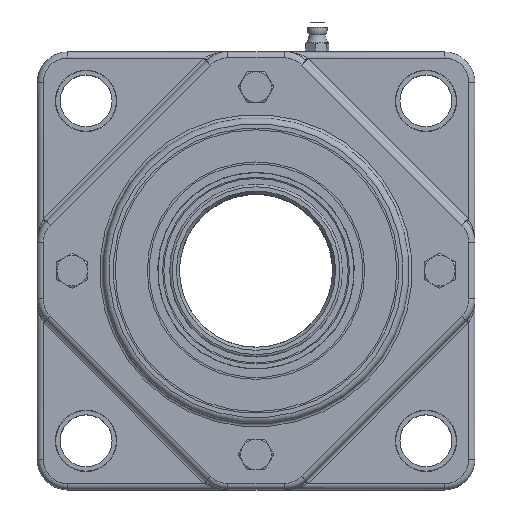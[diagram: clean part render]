
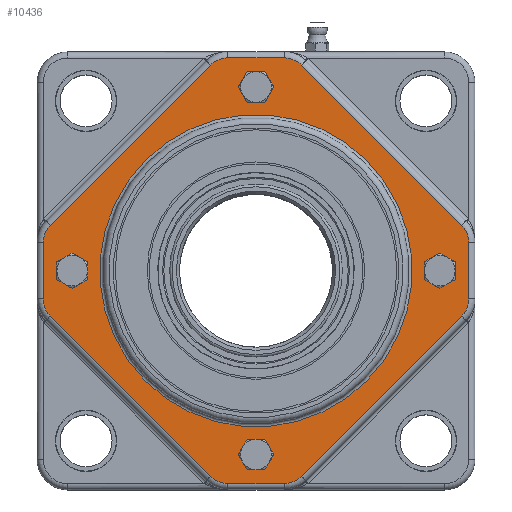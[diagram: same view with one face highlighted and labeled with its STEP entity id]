
A CAD part, top view. The second image highlights one B-rep face of the part: STEP entity #10436.
In plain terms, the highlighted planar face has unit normal (0, 0, 1).
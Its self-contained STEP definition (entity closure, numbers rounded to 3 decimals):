
#480=LINE('',#16368,#1110);
#481=LINE('',#16376,#1111);
#482=LINE('',#16384,#1112);
#483=LINE('',#16392,#1113);
#484=LINE('',#16400,#1114);
#485=LINE('',#16408,#1115);
#486=LINE('',#16416,#1116);
#487=LINE('',#16424,#1117);
#1110=VECTOR('',#12893,10.);
#1111=VECTOR('',#12904,10.);
#1112=VECTOR('',#12915,10.);
#1113=VECTOR('',#12926,10.);
#1114=VECTOR('',#12937,10.);
#1115=VECTOR('',#12948,10.);
#1116=VECTOR('',#12959,10.);
#1117=VECTOR('',#12970,10.);
#1865=FACE_BOUND('',#2707,.T.);
#1866=FACE_BOUND('',#2708,.T.);
#1867=FACE_BOUND('',#2709,.T.);
#1868=FACE_BOUND('',#2710,.T.);
#1869=FACE_BOUND('',#2711,.T.);
#2049=FACE_OUTER_BOUND('',#2706,.T.);
#2706=EDGE_LOOP('',(#6938,#6939,#6940,#6941,#6942,#6943,#6944,#6945,#6946,
#6947,#6948,#6949,#6950,#6951,#6952,#6953));
#2707=EDGE_LOOP('',(#6954));
#2708=EDGE_LOOP('',(#6955));
#2709=EDGE_LOOP('',(#6956));
#2710=EDGE_LOOP('',(#6957));
#2711=EDGE_LOOP('',(#6958));
#3316=CIRCLE('',#11049,4.35);
#3324=CIRCLE('',#11072,4.35);
#3401=CIRCLE('',#11204,8.);
#3404=CIRCLE('',#11209,8.);
#3407=CIRCLE('',#11214,8.);
#3410=CIRCLE('',#11219,8.);
#3413=CIRCLE('',#11224,8.);
#3416=CIRCLE('',#11229,8.);
#3419=CIRCLE('',#11234,8.);
#3421=CIRCLE('',#11238,8.);
#3425=CIRCLE('',#11245,4.35);
#3426=CIRCLE('',#11246,4.35);
#3427=CIRCLE('',#11247,51.);
#4060=VERTEX_POINT('',#15847);
#4080=VERTEX_POINT('',#15939);
#4214=VERTEX_POINT('',#16364);
#4215=VERTEX_POINT('',#16366);
#4216=VERTEX_POINT('',#16370);
#4217=VERTEX_POINT('',#16374);
#4218=VERTEX_POINT('',#16378);
#4219=VERTEX_POINT('',#16382);
#4220=VERTEX_POINT('',#16386);
#4221=VERTEX_POINT('',#16390);
#4222=VERTEX_POINT('',#16394);
#4223=VERTEX_POINT('',#16398);
#4224=VERTEX_POINT('',#16402);
#4225=VERTEX_POINT('',#16406);
#4226=VERTEX_POINT('',#16410);
#4227=VERTEX_POINT('',#16414);
#4228=VERTEX_POINT('',#16418);
#4229=VERTEX_POINT('',#16422);
#4232=VERTEX_POINT('',#16435);
#4233=VERTEX_POINT('',#16437);
#4234=VERTEX_POINT('',#16439);
#5006=EDGE_CURVE('',#4060,#4060,#3316,.T.);
#5039=EDGE_CURVE('',#4080,#4080,#3324,.T.);
#5216=EDGE_CURVE('',#4215,#4214,#480,.T.);
#5218=EDGE_CURVE('',#4216,#4215,#3401,.T.);
#5220=EDGE_CURVE('',#4217,#4216,#481,.T.);
#5222=EDGE_CURVE('',#4218,#4217,#3404,.T.);
#5224=EDGE_CURVE('',#4219,#4218,#482,.T.);
#5226=EDGE_CURVE('',#4220,#4219,#3407,.T.);
#5228=EDGE_CURVE('',#4221,#4220,#483,.T.);
#5230=EDGE_CURVE('',#4222,#4221,#3410,.T.);
#5232=EDGE_CURVE('',#4223,#4222,#484,.T.);
#5234=EDGE_CURVE('',#4224,#4223,#3413,.T.);
#5236=EDGE_CURVE('',#4225,#4224,#485,.T.);
#5238=EDGE_CURVE('',#4226,#4225,#3416,.T.);
#5240=EDGE_CURVE('',#4227,#4226,#486,.T.);
#5242=EDGE_CURVE('',#4228,#4227,#3419,.T.);
#5244=EDGE_CURVE('',#4229,#4228,#487,.T.);
#5245=EDGE_CURVE('',#4214,#4229,#3421,.T.);
#5249=EDGE_CURVE('',#4232,#4232,#3425,.T.);
#5250=EDGE_CURVE('',#4233,#4233,#3426,.T.);
#5251=EDGE_CURVE('',#4234,#4234,#3427,.T.);
#6938=ORIENTED_EDGE('',*,*,#5245,.F.);
#6939=ORIENTED_EDGE('',*,*,#5216,.F.);
#6940=ORIENTED_EDGE('',*,*,#5218,.F.);
#6941=ORIENTED_EDGE('',*,*,#5220,.F.);
#6942=ORIENTED_EDGE('',*,*,#5222,.F.);
#6943=ORIENTED_EDGE('',*,*,#5224,.F.);
#6944=ORIENTED_EDGE('',*,*,#5226,.F.);
#6945=ORIENTED_EDGE('',*,*,#5228,.F.);
#6946=ORIENTED_EDGE('',*,*,#5230,.F.);
#6947=ORIENTED_EDGE('',*,*,#5232,.F.);
#6948=ORIENTED_EDGE('',*,*,#5234,.F.);
#6949=ORIENTED_EDGE('',*,*,#5236,.F.);
#6950=ORIENTED_EDGE('',*,*,#5238,.F.);
#6951=ORIENTED_EDGE('',*,*,#5240,.F.);
#6952=ORIENTED_EDGE('',*,*,#5242,.F.);
#6953=ORIENTED_EDGE('',*,*,#5244,.F.);
#6954=ORIENTED_EDGE('',*,*,#5249,.T.);
#6955=ORIENTED_EDGE('',*,*,#5006,.T.);
#6956=ORIENTED_EDGE('',*,*,#5250,.T.);
#6957=ORIENTED_EDGE('',*,*,#5039,.T.);
#6958=ORIENTED_EDGE('',*,*,#5251,.F.);
#9519=PLANE('',#11244);
#10436=ADVANCED_FACE('',(#2049,#1865,#1866,#1867,#1868,#1869),#9519,.T.);
#11049=AXIS2_PLACEMENT_3D('',#15848,#12483,#12484);
#11072=AXIS2_PLACEMENT_3D('',#15940,#12542,#12543);
#11204=AXIS2_PLACEMENT_3D('',#16372,#12898,#12899);
#11209=AXIS2_PLACEMENT_3D('',#16380,#12909,#12910);
#11214=AXIS2_PLACEMENT_3D('',#16388,#12920,#12921);
#11219=AXIS2_PLACEMENT_3D('',#16396,#12931,#12932);
#11224=AXIS2_PLACEMENT_3D('',#16404,#12942,#12943);
#11229=AXIS2_PLACEMENT_3D('',#16412,#12953,#12954);
#11234=AXIS2_PLACEMENT_3D('',#16420,#12964,#12965);
#11238=AXIS2_PLACEMENT_3D('',#16426,#12973,#12974);
#11244=AXIS2_PLACEMENT_3D('',#16434,#12985,#12986);
#11245=AXIS2_PLACEMENT_3D('',#16436,#12987,#12988);
#11246=AXIS2_PLACEMENT_3D('',#16438,#12989,#12990);
#11247=AXIS2_PLACEMENT_3D('',#16440,#12991,#12992);
#12483=DIRECTION('center_axis',(0.,0.,
-1.));
#12484=DIRECTION('ref_axis',(0.,-1.,0.));
#12542=DIRECTION('center_axis',(0.,0.,
-1.));
#12543=DIRECTION('ref_axis',(0.,1.,0.));
#12893=DIRECTION('',(-0.707,0.707,0.));
#12898=DIRECTION('center_axis',(0.,0.,
-1.));
#12899=DIRECTION('ref_axis',(-0.383,-0.924,0.));
#12904=DIRECTION('',(-1.,0.,0.));
#12909=DIRECTION('center_axis',(0.,0.,
-1.));
#12910=DIRECTION('ref_axis',(0.383,-0.924,0.));
#12915=DIRECTION('',(-0.707,-0.707,0.));
#12920=DIRECTION('center_axis',(0.,0.,
-1.));
#12921=DIRECTION('ref_axis',(0.924,-0.383,0.));
#12926=DIRECTION('',(0.,-1.,0.));
#12931=DIRECTION('center_axis',(0.,0.,
-1.));
#12932=DIRECTION('ref_axis',(0.924,0.383,0.));
#12937=DIRECTION('',(0.707,-0.707,0.));
#12942=DIRECTION('center_axis',(0.,0.,
-1.));
#12943=DIRECTION('ref_axis',(0.383,0.924,0.));
#12948=DIRECTION('',(1.,0.,0.));
#12953=DIRECTION('center_axis',(0.,0.,
-1.));
#12954=DIRECTION('ref_axis',(-0.383,0.924,0.));
#12959=DIRECTION('',(0.707,0.707,0.));
#12964=DIRECTION('center_axis',(0.,0.,
-1.));
#12965=DIRECTION('ref_axis',(-0.924,0.383,0.));
#12970=DIRECTION('',(0.,1.,0.));
#12973=DIRECTION('center_axis',(0.,0.,
-1.));
#12974=DIRECTION('ref_axis',(-0.924,-0.383,0.));
#12985=DIRECTION('center_axis',(0.,0.,
1.));
#12986=DIRECTION('ref_axis',(0.707,-0.707,0.));
#12987=DIRECTION('center_axis',(0.,0.,
-1.));
#12988=DIRECTION('ref_axis',(1.,0.,0.));
#12989=DIRECTION('center_axis',(0.,0.,
-1.));
#12990=DIRECTION('ref_axis',(-1.,0.,0.));
#12991=DIRECTION('center_axis',(0.,0.,
1.));
#12992=DIRECTION('ref_axis',(-0.707,0.707,0.));
#15847=CARTESIAN_POINT('',(-60.,4.35,36.5));
#15848=CARTESIAN_POINT('Origin',(-60.,0.,
36.5));
#15939=CARTESIAN_POINT('',(60.,-4.35,36.5));
#15940=CARTESIAN_POINT('Origin',(60.,0.,36.5));
#16364=CARTESIAN_POINT('',(-67.157,-14.868,36.5));
#16366=CARTESIAN_POINT('',(-14.868,-67.157,36.5));
#16368=CARTESIAN_POINT('',(-62.225,-19.799,36.5));
#16370=CARTESIAN_POINT('',(-9.211,-69.5,36.5));
#16372=CARTESIAN_POINT('Origin',(-9.211,-61.5,36.5));
#16374=CARTESIAN_POINT('',(9.211,-69.5,36.5));
#16376=CARTESIAN_POINT('',(6.676,-69.5,36.5));
#16378=CARTESIAN_POINT('',(14.868,-67.157,36.5));
#16380=CARTESIAN_POINT('Origin',(9.211,-61.5,36.5));
#16382=CARTESIAN_POINT('',(67.157,-14.868,36.5));
#16384=CARTESIAN_POINT('',(19.799,-62.225,36.5));
#16386=CARTESIAN_POINT('',(69.5,-9.211,36.5));
#16388=CARTESIAN_POINT('Origin',(61.5,-9.211,36.5));
#16390=CARTESIAN_POINT('',(69.5,9.211,36.5));
#16392=CARTESIAN_POINT('',(69.5,6.676,36.5));
#16394=CARTESIAN_POINT('',(67.157,14.868,36.5));
#16396=CARTESIAN_POINT('Origin',(61.5,9.211,36.5));
#16398=CARTESIAN_POINT('',(14.868,67.157,36.5));
#16400=CARTESIAN_POINT('',(62.225,19.799,36.5));
#16402=CARTESIAN_POINT('',(9.211,69.5,36.5));
#16404=CARTESIAN_POINT('Origin',(9.211,61.5,36.5));
#16406=CARTESIAN_POINT('',(-9.211,69.5,36.5));
#16408=CARTESIAN_POINT('',(-6.676,69.5,36.5));
#16410=CARTESIAN_POINT('',(-14.868,67.157,36.5));
#16412=CARTESIAN_POINT('Origin',(-9.211,61.5,36.5));
#16414=CARTESIAN_POINT('',(-67.157,14.868,36.5));
#16416=CARTESIAN_POINT('',(-19.799,62.225,36.5));
#16418=CARTESIAN_POINT('',(-69.5,9.211,36.5));
#16420=CARTESIAN_POINT('Origin',(-61.5,9.211,36.5));
#16422=CARTESIAN_POINT('',(-69.5,-9.211,36.5));
#16424=CARTESIAN_POINT('',(-69.5,-6.676,36.5));
#16426=CARTESIAN_POINT('Origin',(-61.5,-9.211,36.5));
#16434=CARTESIAN_POINT('Origin',(0.,0.,
36.5));
#16435=CARTESIAN_POINT('',(-4.35,-60.,36.5));
#16436=CARTESIAN_POINT('Origin',(0.,-60.,36.5));
#16437=CARTESIAN_POINT('',(4.35,60.,36.5));
#16438=CARTESIAN_POINT('Origin',(0.,60.,
36.5));
#16439=CARTESIAN_POINT('',(-36.062,36.062,36.5));
#16440=CARTESIAN_POINT('Origin',(0.,0.,
36.5));
